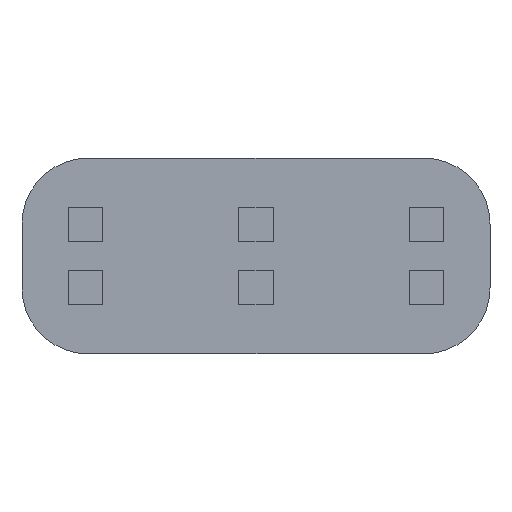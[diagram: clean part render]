
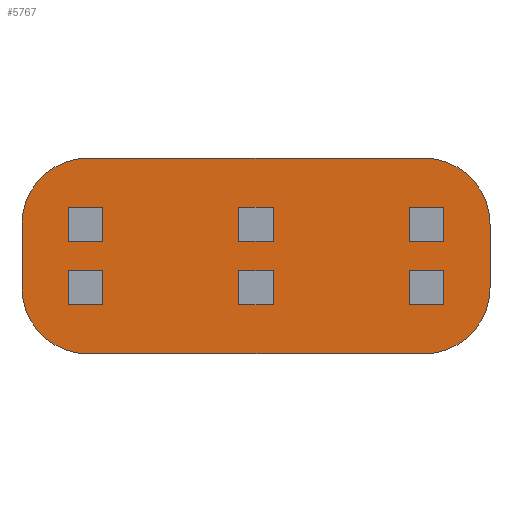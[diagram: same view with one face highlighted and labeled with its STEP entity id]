
A CAD part, front view. The second image highlights one B-rep face of the part: STEP entity #5767.
In plain terms, the highlighted planar face has unit normal (0, -1, 0).
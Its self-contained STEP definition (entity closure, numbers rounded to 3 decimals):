
#61 = VERTEX_POINT ( 'NONE', #2791 ) ;
#107 = VERTEX_POINT ( 'NONE', #2657 ) ;
#118 = CIRCLE ( 'NONE', #3453, 1550. ) ;
#244 = VERTEX_POINT ( 'NONE', #2392 ) ;
#387 = VERTEX_POINT ( 'NONE', #2172 ) ;
#437 = VECTOR ( 'NONE', #4456, 1000. ) ;
#554 = EDGE_CURVE ( 'NONE', #61, #387, #5866, .T. ) ;
#605 = AXIS2_PLACEMENT_3D ( 'NONE', #1840, #1838, #1832 ) ;
#649 = VERTEX_POINT ( 'NONE', #1631 ) ;
#681 = VERTEX_POINT ( 'NONE', #1619 ) ;
#685 = CIRCLE ( 'NONE', #3204, 1550. ) ;
#716 = DIRECTION ( 'NONE',  ( 0., 0., 1. ) ) ;
#728 = DIRECTION ( 'NONE',  ( 0., 1., 0. ) ) ;
#732 = CARTESIAN_POINT ( 'NONE',  ( -3950., 0., 750. ) ) ;
#754 = VERTEX_POINT ( 'NONE', #1475 ) ;
#814 = VERTEX_POINT ( 'NONE', #1349 ) ;
#852 = CIRCLE ( 'NONE', #4171, 1550. ) ;
#1349 = CARTESIAN_POINT ( 'NONE',  ( -3950., 0., 2300. ) ) ;
#1407 = EDGE_CURVE ( 'NONE', #754, #681, #685, .T. ) ;
#1475 = CARTESIAN_POINT ( 'NONE',  ( 5500., 0., -750. ) ) ;
#1513 = DIRECTION ( 'NONE',  ( 0., 0., 1. ) ) ;
#1522 = CARTESIAN_POINT ( 'NONE',  ( -5500., 0., -750. ) ) ;
#1525 = LINE ( 'NONE', #1522, #5160 ) ;
#1548 = AXIS2_PLACEMENT_3D ( 'NONE', #3253, #3247, #3230 ) ;
#1584 = EDGE_CURVE ( 'NONE', #681, #61, #4895, .T. ) ;
#1619 = CARTESIAN_POINT ( 'NONE',  ( 3950., 0., -2300. ) ) ;
#1631 = CARTESIAN_POINT ( 'NONE',  ( 5500., 0., 750. ) ) ;
#1832 = DIRECTION ( 'NONE',  ( 0., 0., 1. ) ) ;
#1838 = DIRECTION ( 'NONE',  ( 0., 1., 0. ) ) ;
#1840 = CARTESIAN_POINT ( 'NONE',  ( -3950., 0., -750. ) ) ;
#1876 = EDGE_CURVE ( 'NONE', #814, #107, #3619, .T. ) ;
#2172 = CARTESIAN_POINT ( 'NONE',  ( -5500., 0., -750. ) ) ;
#2334 = VECTOR ( 'NONE', #4870, 1000. ) ;
#2388 = EDGE_CURVE ( 'NONE', #387, #244, #1525, .T. ) ;
#2392 = CARTESIAN_POINT ( 'NONE',  ( -5500., 0., 750. ) ) ;
#2657 = CARTESIAN_POINT ( 'NONE',  ( 3950., 0., 2300. ) ) ;
#2791 = CARTESIAN_POINT ( 'NONE',  ( -3950., 0., -2300. ) ) ;
#3204 = AXIS2_PLACEMENT_3D ( 'NONE', #5957, #5950, #5940 ) ;
#3230 = DIRECTION ( 'NONE',  ( 0., 0., -1. ) ) ;
#3247 = DIRECTION ( 'NONE',  ( 0., -1., 0. ) ) ;
#3253 = CARTESIAN_POINT ( 'NONE',  ( 3950., 0., -750. ) ) ;
#3256 = DIRECTION ( 'NONE',  ( 0., 0., 1. ) ) ;
#3262 = DIRECTION ( 'NONE',  ( 0., 1., 0. ) ) ;
#3282 = CARTESIAN_POINT ( 'NONE',  ( 3950., 0., 750. ) ) ;
#3286 = EDGE_LOOP ( 'NONE', ( #4504, #4496, #4495, #4493, #4490, #4484, #4478, #4468 ) ) ;
#3419 = EDGE_CURVE ( 'NONE', #244, #814, #852, .T. ) ;
#3453 = AXIS2_PLACEMENT_3D ( 'NONE', #3282, #3262, #3256 ) ;
#3552 = PLANE ( 'NONE',  #1548 ) ;
#3560 = FACE_OUTER_BOUND ( 'NONE', #3286, .T. ) ;
#3611 = DIRECTION ( 'NONE',  ( 1., 0., 0. ) ) ;
#3613 = CARTESIAN_POINT ( 'NONE',  ( -3950., 0., 2300. ) ) ;
#3619 = LINE ( 'NONE', #3613, #5585 ) ;
#4171 = AXIS2_PLACEMENT_3D ( 'NONE', #732, #728, #716 ) ;
#4449 = EDGE_CURVE ( 'NONE', #107, #649, #118, .T. ) ;
#4456 = DIRECTION ( 'NONE',  ( 0., 0., -1. ) ) ;
#4468 = ORIENTED_EDGE ( 'NONE', *, *, #1584, .F. ) ;
#4477 = CARTESIAN_POINT ( 'NONE',  ( 5500., 0., -750. ) ) ;
#4478 = ORIENTED_EDGE ( 'NONE', *, *, #554, .F. ) ;
#4484 = ORIENTED_EDGE ( 'NONE', *, *, #2388, .F. ) ;
#4486 = LINE ( 'NONE', #4477, #437 ) ;
#4490 = ORIENTED_EDGE ( 'NONE', *, *, #3419, .F. ) ;
#4493 = ORIENTED_EDGE ( 'NONE', *, *, #1876, .F. ) ;
#4495 = ORIENTED_EDGE ( 'NONE', *, *, #4449, .F. ) ;
#4496 = ORIENTED_EDGE ( 'NONE', *, *, #5638, .F. ) ;
#4504 = ORIENTED_EDGE ( 'NONE', *, *, #1407, .F. ) ;
#4870 = DIRECTION ( 'NONE',  ( -1., 0., 0. ) ) ;
#4883 = CARTESIAN_POINT ( 'NONE',  ( -3950., 0., -2300. ) ) ;
#4895 = LINE ( 'NONE', #4883, #2334 ) ;
#5160 = VECTOR ( 'NONE', #1513, 1000. ) ;
#5585 = VECTOR ( 'NONE', #3611, 1000. ) ;
#5638 = EDGE_CURVE ( 'NONE', #649, #754, #4486, .T. ) ;
#5767 = ADVANCED_FACE ( 'NONE', ( #3560 ), #3552, .T. ) ;
#5866 = CIRCLE ( 'NONE', #605, 1550. ) ;
#5940 = DIRECTION ( 'NONE',  ( 0., 0., -1. ) ) ;
#5950 = DIRECTION ( 'NONE',  ( 0., 1., 0. ) ) ;
#5957 = CARTESIAN_POINT ( 'NONE',  ( 3950., 0., -750. ) ) ;
